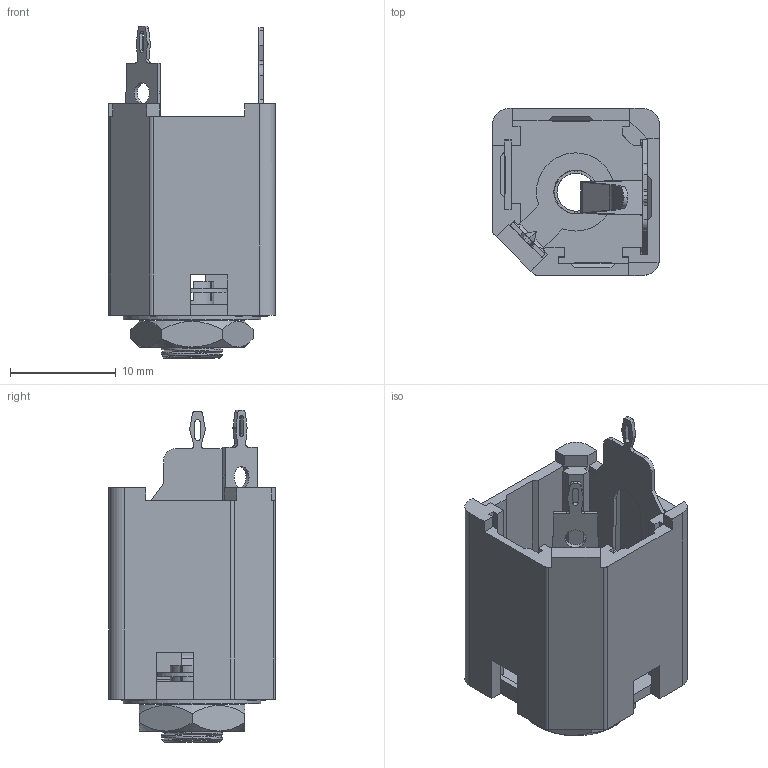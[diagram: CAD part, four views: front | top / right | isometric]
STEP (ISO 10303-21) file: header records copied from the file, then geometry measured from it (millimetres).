
FILE_DESCRIPTION(/* description */ (''),/* implementation_level */ '2;1');
FILE_NAME(/* name */ 'ACJM-MV35-2-audio-jack.step',/* time_stamp */ '2022-10-27T20:38:54-04:00',/* author */ (''),/* organization */ (''),/* preprocessor_version */ 'ST-DEVELOPER v19.2',/* originating_system */ 'Autodesk Translation Framework v11.17.0.187',/* authorisation */ '');
FILE_SCHEMA (('AUTOMOTIVE_DESIGN { 1 0 10303 214 3 1 1 }'));
Length unit declared in the file: millimetre
Products named in the file (7): ACJM-MV35-2 (1); 53480055_531; 50300152_321; 50300149_321; 50300162_322; 52770010-321; 52170053-321
Assembly tree (6 placements, depth 2):
  ACJM-MV35-2 (1)
    53480055_531
    50300152_321
    50300149_321
    50300162_322
    52770010-321
    52170053-321
Bounding box: 15.76 x 15.76 x 31.39 mm (x, y, z)
Volume: 1942.2 mm3; surface area: 4261.1 mm2
Topology: 14 solids, 14 shells, 462 faces, 1290 edges, 856 vertices
Faces by surface type: plane 320, bspline 72, cylinder 55, sphere 8, cone 7
Full cylindrical faces by diameter (mm): 0.3 x4, 2 x1, 3.6 x1, 4.05 x1, 4.1 x2, 5.459 x1, 5.8 x7, 6.2 x1, 13 x1
Entity records: 19983 total; most frequent: CARTESIAN_POINT 8295, ORIENTED_EDGE 2564, DIRECTION 2053, EDGE_CURVE 1282, LINE 959, VECTOR 959, VERTEX_POINT 856, AXIS2_PLACEMENT_3D 547
